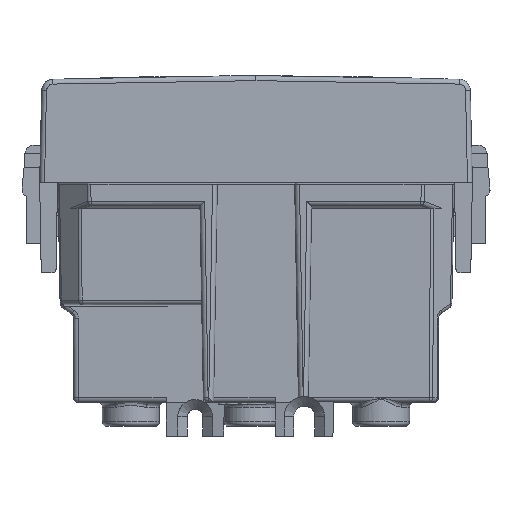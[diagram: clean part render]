
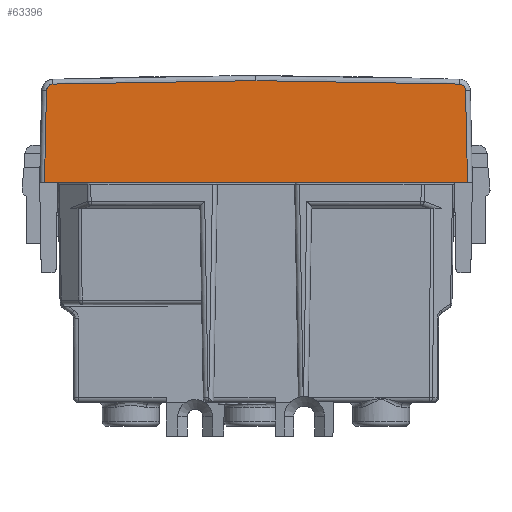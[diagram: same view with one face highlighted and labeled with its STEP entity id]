
A CAD part, left-side view. The second image highlights one B-rep face of the part: STEP entity #63396.
In plain terms, the highlighted planar face has unit normal (-1, 0, 0.009).
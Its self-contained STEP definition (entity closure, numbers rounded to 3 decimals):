
#3166 = CARTESIAN_POINT ( 'NONE',  ( 22.854, 21.813, 3.476 ) ) ;
#3873 = VECTOR ( 'NONE', #57622, 1000. ) ;
#4679 = CARTESIAN_POINT ( 'NONE',  ( 22.908, -21.017, 9.652 ) ) ;
#11771 = CARTESIAN_POINT ( 'NONE',  ( 22.902, -21.693, 8.968 ) ) ;
#12433 = CARTESIAN_POINT ( 'NONE',  ( 22.911, 7.007, 10.004 ) ) ;
#12563 = CARTESIAN_POINT ( 'NONE',  ( 22.854, -21.813, 3.476 ) ) ;
#14248 = VERTEX_POINT ( 'NONE', #59060 ) ;
#19903 = CARTESIAN_POINT ( 'NONE',  ( 22.91, -14.014, 9.887 ) ) ;
#19949 = DIRECTION ( 'NONE',  ( 0.009, 0., 1. ) ) ;
#20915 = CARTESIAN_POINT ( 'NONE',  ( 22.85, 0., 3. ) ) ;
#22224 = EDGE_CURVE ( 'NONE', #88321, #44809, #78014, .T. ) ;
#22550 =( BOUNDED_CURVE ( )  B_SPLINE_CURVE ( 3, ( #63443, #56346, #78555, #93458 ),
 .UNSPECIFIED., .F., .F. ) 
 B_SPLINE_CURVE_WITH_KNOTS ( ( 4, 4 ),
 ( 0.034, 1.549 ),
 .UNSPECIFIED. ) 
 CURVE ( )  GEOMETRIC_REPRESENTATION_ITEM ( )  RATIONAL_B_SPLINE_CURVE ( ( 1., 0.818, 0.818, 1. ) ) 
 REPRESENTATION_ITEM ( '' )  );
#23469 = VERTEX_POINT ( 'NONE', #91896 ) ;
#25746 = CARTESIAN_POINT ( 'NONE',  ( 22.908, -21.017, 9.652 ) ) ;
#26593 = DIRECTION ( 'NONE',  ( 0., 1., 0. ) ) ;
#27110 = CARTESIAN_POINT ( 'NONE',  ( 22.911, -7.007, 10.004 ) ) ;
#27578 = CARTESIAN_POINT ( 'NONE',  ( 22.908, -21.017, 9.652 ) ) ;
#27950 = AXIS2_PLACEMENT_3D ( 'NONE', #20915, #50165, #19949 ) ;
#28363 = CARTESIAN_POINT ( 'NONE',  ( 22.908, 21.017, 9.652 ) ) ;
#32279 = EDGE_CURVE ( 'NONE', #87136, #14248, #63595, .T. ) ;
#33334 = PLANE ( 'NONE',  #27950 ) ;
#36092 = EDGE_CURVE ( 'NONE', #67354, #88321, #22550, .T. ) ;
#39090 = EDGE_CURVE ( 'NONE', #44290, #23469, #84956, .T. ) ;
#41659 = ORIENTED_EDGE ( 'NONE', *, *, #22224, .T. ) ;
#42379 = FACE_OUTER_BOUND ( 'NONE', #50565, .T. ) ;
#44290 = VERTEX_POINT ( 'NONE', #65976 ) ;
#44809 = VERTEX_POINT ( 'NONE', #77419 ) ;
#46061 = ORIENTED_EDGE ( 'NONE', *, *, #46374, .F. ) ;
#46374 = EDGE_CURVE ( 'NONE', #44290, #44809, #77458, .T. ) ;
#48254 = ORIENTED_EDGE ( 'NONE', *, *, #39090, .T. ) ;
#50165 = DIRECTION ( 'NONE',  ( -1., 0., 0.009 ) ) ;
#50565 = EDGE_LOOP ( 'NONE', ( #41659, #46061, #48254, #84078, #52998, #80376, #60192 ) ) ;
#52677 =( BOUNDED_CURVE ( )  B_SPLINE_CURVE ( 3, ( #11771, #92704, #85537, #25746 ),
 .UNSPECIFIED., .F., .F. ) 
 B_SPLINE_CURVE_WITH_KNOTS ( ( 4, 4 ),
 ( 4.734, 6.25 ),
 .UNSPECIFIED. ) 
 CURVE ( )  GEOMETRIC_REPRESENTATION_ITEM ( )  RATIONAL_B_SPLINE_CURVE ( ( 1., 0.818, 0.818, 1. ) ) 
 REPRESENTATION_ITEM ( '' )  );
#52998 = ORIENTED_EDGE ( 'NONE', *, *, #32279, .T. ) ;
#56346 = CARTESIAN_POINT ( 'NONE',  ( 22.908, 21.409, 9.639 ) ) ;
#56854 = CARTESIAN_POINT ( 'NONE',  ( 22.91, 14.014, 9.887 ) ) ;
#57200 = CARTESIAN_POINT ( 'NONE',  ( 22.911, 0., 10.004 ) ) ;
#57622 = DIRECTION ( 'NONE',  ( 0.009, 0.022, 1. ) ) ;
#57807 = CARTESIAN_POINT ( 'NONE',  ( 22.911, 0., 10.004 ) ) ;
#58418 = VECTOR ( 'NONE', #76673, 1000. ) ;
#59060 = CARTESIAN_POINT ( 'NONE',  ( 22.911, 0., 10.004 ) ) ;
#60192 = ORIENTED_EDGE ( 'NONE', *, *, #36092, .T. ) ;
#61584 = CARTESIAN_POINT ( 'NONE',  ( 22.902, 21.693, 8.968 ) ) ;
#63396 = ADVANCED_FACE ( 'NONE', ( #42379 ), #33334, .T. ) ;
#63443 = CARTESIAN_POINT ( 'NONE',  ( 22.908, 21.017, 9.652 ) ) ;
#63595 =( BOUNDED_CURVE ( )  B_SPLINE_CURVE ( 3, ( #4679, #19903, #27110, #57200 ),
 .UNSPECIFIED., .F., .F. ) 
 B_SPLINE_CURVE_WITH_KNOTS ( ( 4, 4 ),
 ( 6.25, 6.283 ),
 .UNSPECIFIED. ) 
 CURVE ( )  GEOMETRIC_REPRESENTATION_ITEM ( )  RATIONAL_B_SPLINE_CURVE ( ( 1., 1., 1., 1. ) ) 
 REPRESENTATION_ITEM ( '' )  );
#65976 = CARTESIAN_POINT ( 'NONE',  ( 22.819, -21.9, -0.5 ) ) ;
#67126 = VECTOR ( 'NONE', #26593, 1000. ) ;
#67354 = VERTEX_POINT ( 'NONE', #88016 ) ;
#76673 = DIRECTION ( 'NONE',  ( -0.009, 0.022, -1. ) ) ;
#77419 = CARTESIAN_POINT ( 'NONE',  ( 22.819, 21.9, -0.5 ) ) ;
#77458 = LINE ( 'NONE', #78628, #67126 ) ;
#78014 = LINE ( 'NONE', #3166, #58418 ) ;
#78075 =( BOUNDED_CURVE ( )  B_SPLINE_CURVE ( 3, ( #57807, #12433, #56854, #28363 ),
 .UNSPECIFIED., .F., .F. ) 
 B_SPLINE_CURVE_WITH_KNOTS ( ( 4, 4 ),
 ( 0., 0.034 ),
 .UNSPECIFIED. ) 
 CURVE ( )  GEOMETRIC_REPRESENTATION_ITEM ( )  RATIONAL_B_SPLINE_CURVE ( ( 1., 1., 1., 1. ) ) 
 REPRESENTATION_ITEM ( '' )  );
#78555 = CARTESIAN_POINT ( 'NONE',  ( 22.906, 21.685, 9.36 ) ) ;
#78628 = CARTESIAN_POINT ( 'NONE',  ( 22.819, 0., -0.5 ) ) ;
#80376 = ORIENTED_EDGE ( 'NONE', *, *, #83282, .T. ) ;
#83282 = EDGE_CURVE ( 'NONE', #14248, #67354, #78075, .T. ) ;
#84078 = ORIENTED_EDGE ( 'NONE', *, *, #87636, .T. ) ;
#84956 = LINE ( 'NONE', #12563, #3873 ) ;
#85537 = CARTESIAN_POINT ( 'NONE',  ( 22.908, -21.409, 9.639 ) ) ;
#87136 = VERTEX_POINT ( 'NONE', #27578 ) ;
#87636 = EDGE_CURVE ( 'NONE', #23469, #87136, #52677, .T. ) ;
#88016 = CARTESIAN_POINT ( 'NONE',  ( 22.908, 21.017, 9.652 ) ) ;
#88321 = VERTEX_POINT ( 'NONE', #61584 ) ;
#91896 = CARTESIAN_POINT ( 'NONE',  ( 22.902, -21.693, 8.968 ) ) ;
#92704 = CARTESIAN_POINT ( 'NONE',  ( 22.906, -21.685, 9.36 ) ) ;
#93458 = CARTESIAN_POINT ( 'NONE',  ( 22.902, 21.693, 8.968 ) ) ;
